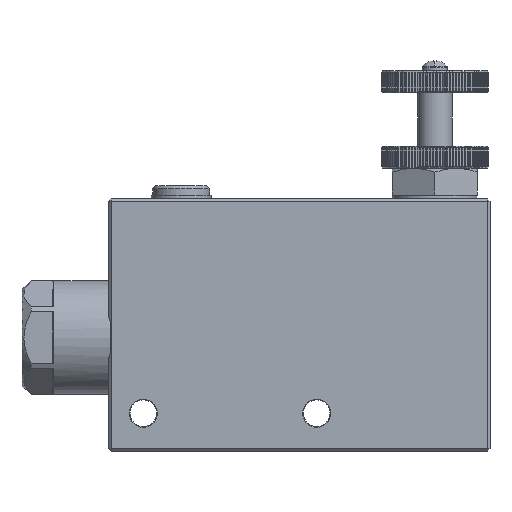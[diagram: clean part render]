
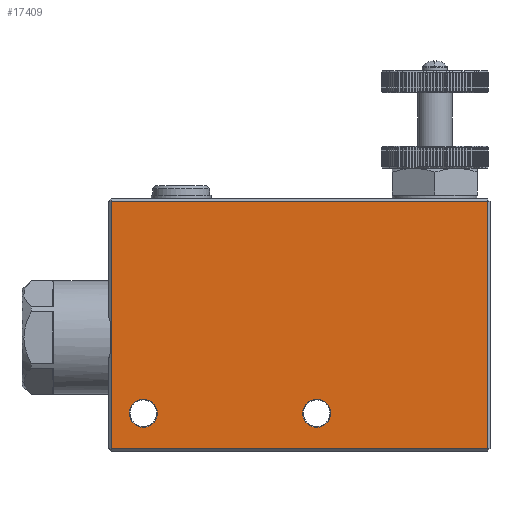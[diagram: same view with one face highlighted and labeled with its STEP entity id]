
A CAD part, front view. The second image highlights one B-rep face of the part: STEP entity #17409.
In plain terms, the highlighted planar face has unit normal (0, -1, 0).
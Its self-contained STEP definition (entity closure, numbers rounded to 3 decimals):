
#856=LINE('',#30853,#1650);
#857=LINE('',#30855,#1651);
#858=LINE('',#30857,#1652);
#869=LINE('',#30889,#1663);
#1650=VECTOR('',#22086,1000.);
#1651=VECTOR('',#22089,1000.);
#1652=VECTOR('',#22092,1000.);
#1663=VECTOR('',#22127,1000.);
#7092=ORIENTED_EDGE('',*,*,#9353,.T.);
#7093=ORIENTED_EDGE('',*,*,#9354,.T.);
#7094=ORIENTED_EDGE('',*,*,#9338,.T.);
#7095=ORIENTED_EDGE('',*,*,#9337,.T.);
#7096=ORIENTED_EDGE('',*,*,#9355,.T.);
#7097=ORIENTED_EDGE('',*,*,#9339,.T.);
#9337=EDGE_CURVE('',#10811,#10822,#856,.T.);
#9338=EDGE_CURVE('',#10813,#10811,#857,.T.);
#9339=EDGE_CURVE('',#10823,#10813,#858,.T.);
#9353=EDGE_CURVE('',#10830,#10830,#11355,.T.);
#9354=EDGE_CURVE('',#10831,#10831,#11356,.T.);
#9355=EDGE_CURVE('',#10822,#10823,#869,.T.);
#10811=VERTEX_POINT('',#30813);
#10813=VERTEX_POINT('',#30822);
#10822=VERTEX_POINT('',#30852);
#10823=VERTEX_POINT('',#30858);
#10830=VERTEX_POINT('',#30886);
#10831=VERTEX_POINT('',#30888);
#11355=CIRCLE('',#18737,4.45);
#11356=CIRCLE('',#18738,4.45);
#12203=EDGE_LOOP('',(#7092));
#12204=EDGE_LOOP('',(#7093));
#12205=EDGE_LOOP('',(#7094,#7095,#7096,#7097));
#13086=FACE_BOUND('',#12203,.T.);
#13087=FACE_BOUND('',#12204,.T.);
#13088=FACE_BOUND('',#12205,.T.);
#13660=PLANE('',#18736);
#17409=ADVANCED_FACE('',(#13086,#13087,#13088),#13660,.T.);
#18736=AXIS2_PLACEMENT_3D('',#30884,#22121,#22122);
#18737=AXIS2_PLACEMENT_3D('',#30885,#22123,#22124);
#18738=AXIS2_PLACEMENT_3D('',#30887,#22125,#22126);
#22086=DIRECTION('',(-1.,0.,0.));
#22089=DIRECTION('',(0.,0.,1.));
#22092=DIRECTION('',(1.,0.,0.));
#22121=DIRECTION('',(0.,-1.,0.));
#22122=DIRECTION('',(0.,0.,-1.));
#22123=DIRECTION('',(0.,1.,0.));
#22124=DIRECTION('',(1.,0.,0.));
#22125=DIRECTION('',(0.,1.,0.));
#22126=DIRECTION('',(1.,0.,0.));
#22127=DIRECTION('',(0.,0.,-1.));
#30813=CARTESIAN_POINT('',(59.75,-17.5,39.25));
#30822=CARTESIAN_POINT('',(59.75,-17.5,-39.25));
#30852=CARTESIAN_POINT('',(-59.75,-17.5,39.25));
#30853=CARTESIAN_POINT('',(-60.5,-17.5,39.25));
#30855=CARTESIAN_POINT('',(59.75,-17.5,40.));
#30857=CARTESIAN_POINT('',(60.5,-17.5,-39.25));
#30858=CARTESIAN_POINT('',(-59.75,-17.5,-39.25));
#30884=CARTESIAN_POINT('',(0.,-17.5,0.));
#30885=CARTESIAN_POINT('',(5.5,-17.5,-28.));
#30886=CARTESIAN_POINT('',(9.95,-17.5,-28.));
#30887=CARTESIAN_POINT('',(-49.5,-17.5,-28.));
#30888=CARTESIAN_POINT('',(-45.05,-17.5,-28.));
#30889=CARTESIAN_POINT('',(-59.75,-17.5,-40.));
